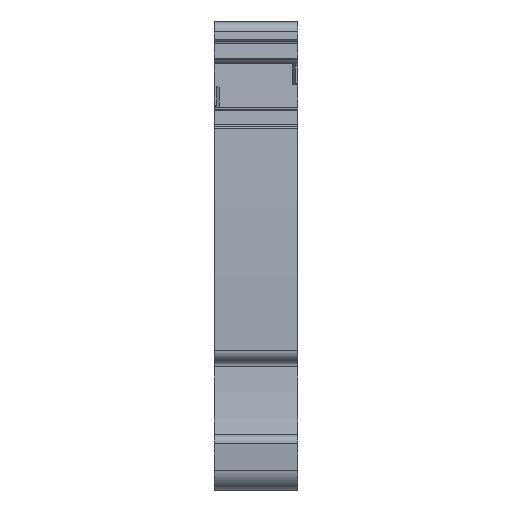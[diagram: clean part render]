
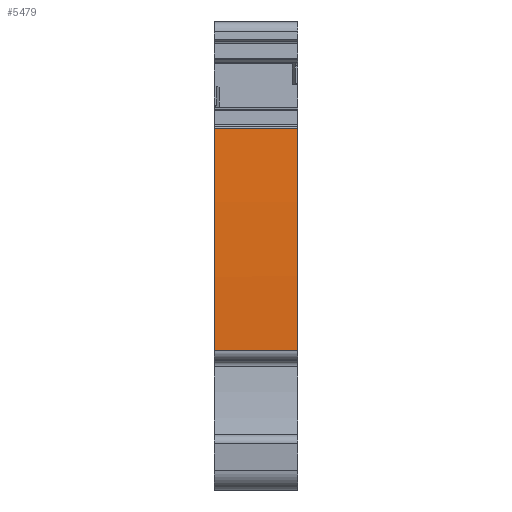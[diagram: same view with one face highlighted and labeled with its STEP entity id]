
A CAD part, front view. The second image highlights one B-rep face of the part: STEP entity #5479.
In plain terms, the highlighted cylindrical face has radius 250 mm (diameter 500 mm), a partial arc.
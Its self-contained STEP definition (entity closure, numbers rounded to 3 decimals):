
#4551=AXIS2_PLACEMENT_3D('Cylinder Axis2P3D',#4548,#4549,#4550) ;
#5457=AXIS2_PLACEMENT_3D('Circle Axis2P3D',#5455,#5456,$) ;
#5464=AXIS2_PLACEMENT_3D('Circle Axis2P3D',#5462,#5463,$) ;
#5469=AXIS2_PLACEMENT_3D('Circle Axis2P3D',#5467,#5468,$) ;
#4548=CARTESIAN_POINT('Axis2P3D Location',(4.,251.503,17.05)) ;
#5419=CARTESIAN_POINT('Line Origine',(4.,2.14,34.893)) ;
#5423=CARTESIAN_POINT('Vertex',(0.,2.14,34.893)) ;
#5425=CARTESIAN_POINT('Vertex',(8.05,2.14,34.893)) ;
#5446=CARTESIAN_POINT('Line Origine',(4.,1.529,13.436)) ;
#5450=CARTESIAN_POINT('Vertex',(0.,1.529,13.436)) ;
#5452=CARTESIAN_POINT('Vertex',(8.05,1.529,13.436)) ;
#5455=CARTESIAN_POINT('Axis2P3D Location',(8.05,251.503,17.05)) ;
#5459=CARTESIAN_POINT('Vertex',(8.05,1.529,13.45)) ;
#5462=CARTESIAN_POINT('Axis2P3D Location',(8.05,251.503,17.05)) ;
#5467=CARTESIAN_POINT('Axis2P3D Location',(0.,251.503,17.05)) ;
#4549=DIRECTION('Axis2P3D Direction',(1.,0.,0.)) ;
#4550=DIRECTION('Axis2P3D XDirection',(0.,-0.994,0.109)) ;
#5420=DIRECTION('Vector Direction',(1.,0.,0.)) ;
#5447=DIRECTION('Vector Direction',(1.,0.,0.)) ;
#5456=DIRECTION('Axis2P3D Direction',(1.,0.,0.)) ;
#5463=DIRECTION('Axis2P3D Direction',(1.,0.,0.)) ;
#5468=DIRECTION('Axis2P3D Direction',(1.,0.,0.)) ;
#5421=VECTOR('Line Direction',#5420,1.) ;
#5448=VECTOR('Line Direction',#5447,1.) ;
#5473=ORIENTED_EDGE('',*,*,#5454,.T.) ;
#5474=ORIENTED_EDGE('',*,*,#5461,.F.) ;
#5475=ORIENTED_EDGE('',*,*,#5466,.F.) ;
#5476=ORIENTED_EDGE('',*,*,#5427,.F.) ;
#5477=ORIENTED_EDGE('',*,*,#5471,.F.) ;
#5479=ADVANCED_FACE('PartBody',(#5478),#4552,.T.) ;
#5458=CIRCLE('generated circle',#5457,250.) ;
#5465=CIRCLE('generated circle',#5464,250.) ;
#5470=CIRCLE('generated circle',#5469,250.) ;
#4552=CYLINDRICAL_SURFACE('generated cylinder',#4551,250.) ;
#5427=EDGE_CURVE('',#5424,#5426,#5422,.T.) ;
#5454=EDGE_CURVE('',#5451,#5453,#5449,.T.) ;
#5461=EDGE_CURVE('',#5460,#5453,#5458,.T.) ;
#5466=EDGE_CURVE('',#5426,#5460,#5465,.T.) ;
#5471=EDGE_CURVE('',#5451,#5424,#5470,.F.) ;
#5472=EDGE_LOOP('',(#5473,#5474,#5475,#5476,#5477)) ;
#5478=FACE_OUTER_BOUND('',#5472,.T.) ;
#5422=LINE('Line',#5419,#5421) ;
#5449=LINE('Line',#5446,#5448) ;
#5424=VERTEX_POINT('',#5423) ;
#5426=VERTEX_POINT('',#5425) ;
#5451=VERTEX_POINT('',#5450) ;
#5453=VERTEX_POINT('',#5452) ;
#5460=VERTEX_POINT('',#5459) ;
